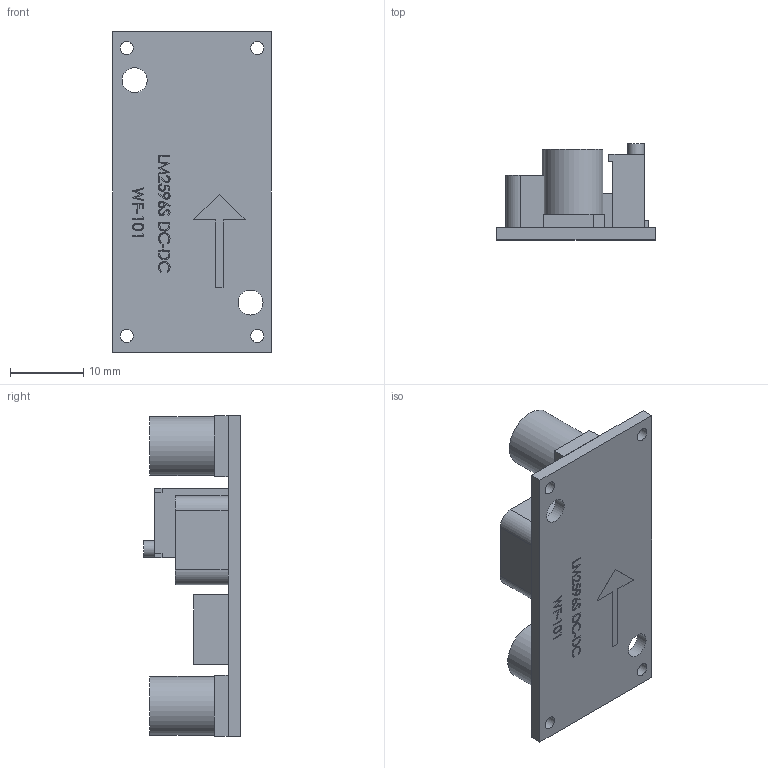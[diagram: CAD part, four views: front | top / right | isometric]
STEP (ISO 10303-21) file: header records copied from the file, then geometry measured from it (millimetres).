
FILE_DESCRIPTION(/* description */ ('STEP AP214'),/* implementation_level */ '2;1');
FILE_NAME(/* name */ 'DC DC.stp',/* time_stamp */ '2023-02-19T00:54:55+03:00',/* author */ ('Tasya'),/* organization */ (''),/* preprocessor_version */ 'ST-DEVELOPER v18.1',/* originating_system */ 'Autodesk Inventor 2021',/* authorisation */ '');
FILE_SCHEMA (('AUTOMOTIVE_DESIGN { 1 0 10303 214 3 1 1 }'));
Length unit declared in the file: millimetre
Products named in the file (1): DC DC
Bounding box: 21.55 x 13.16 x 43.67 mm (x, y, z)
Volume: 4465 mm3; surface area: 4652.2 mm2
Topology: 9 solids, 9 shells, 295 faces, 773 edges, 522 vertices
Faces by surface type: plane 185, bspline 88, cylinder 22
Full cylindrical faces by diameter (mm): 1.8 x4, 2.25 x1, 3.4 x2, 8 x2, 11.067 x1
Entity records: 14404 total; most frequent: CARTESIAN_POINT 7263, ORIENTED_EDGE 1546, DIRECTION 1077, EDGE_CURVE 773, LINE 533, VECTOR 533, VERTEX_POINT 522, EDGE_LOOP 333
